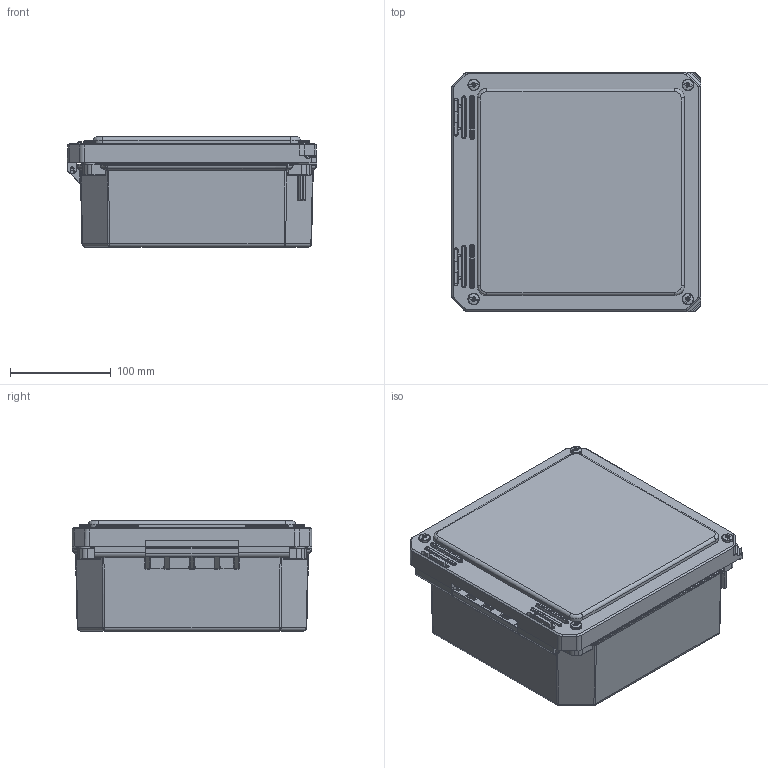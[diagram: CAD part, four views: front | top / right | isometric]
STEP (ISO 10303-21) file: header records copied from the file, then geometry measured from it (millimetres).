
FILE_DESCRIPTION(/* description */ (''),/* implementation_level */ '2;1');
FILE_NAME(/* name */ 'HW-80804SC.stp',/* time_stamp */ '2016-08-23T10:24:59-05:00',/* author */ ('lieb_t'),/* organization */ (''),/* preprocessor_version */ 'ST-DEVELOPER v16.5',/* originating_system */ 'Autodesk Inventor 2017',/* authorisation */ '');
FILE_SCHEMA (('CONFIG_CONTROL_DESIGN'));
Products named in the file (10): HW-80804SC; DS080804BOX; BRASS INSERT-(; BRASS INSERT-(_1; BRASS INSERT-(_2; DS080804CVR; GA808; O_RING_COVER; COVER SCREW; BRASS INSERT-(_3
Assembly tree (27 placements, depth 2):
  HW-80804SC
    DS080804BOX
    BRASS INSERT-(  x2
    BRASS INSERT-(_1  x3
    BRASS INSERT-(_2  x6
    DS080804CVR
    GA808
    BRASS INSERT-(_3  x5
    O_RING_COVER  x4
    COVER SCREW  x4
Bounding box: 248.06 x 238.56 x 109.48 mm (x, y, z)
Volume: 843783.6 mm3; surface area: 458518.6 mm2
Topology: 27 solids, 27 shells, 2012 faces, 4998 edges, 2938 vertices
Faces by surface type: cylinder 721, plane 669, bspline 358, torus 144, cone 96, sphere 24
Full cylindrical faces by diameter (mm): 3.48 x2, 3.861 x8, 3.962 x16, 5.055 x4, 5.563 x2, 5.766 x2, 6.248 x16, 6.401 x4, 6.426 x4, 7.938 x2, 11.049 x2, 11.43 x4
Entity records: 70091 total; most frequent: CARTESIAN_POINT 28624, DIRECTION 8779, ORIENTED_EDGE 8500, EDGE_CURVE 4250, AXIS2_PLACEMENT_3D 3396, VERTEX_POINT 2548, LINE 1987, VECTOR 1987
